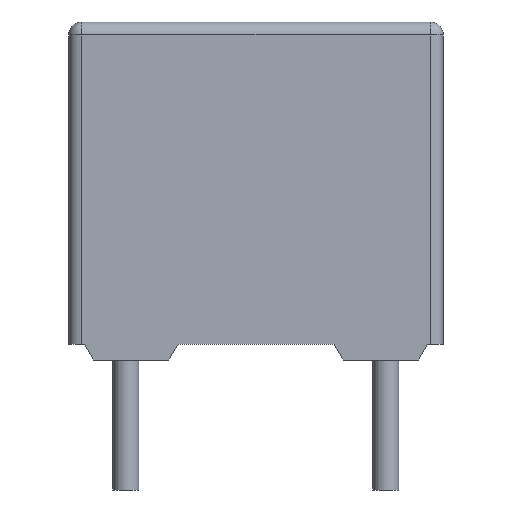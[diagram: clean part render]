
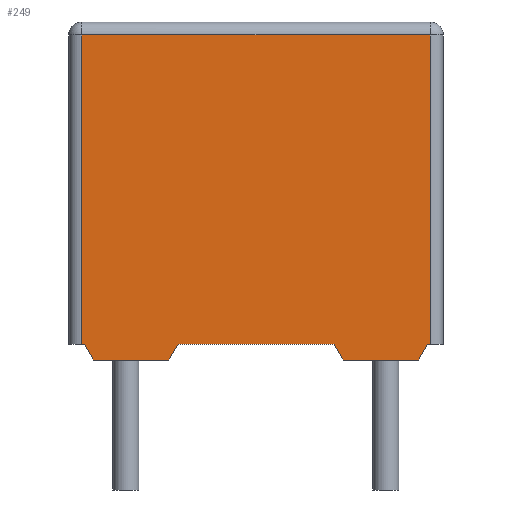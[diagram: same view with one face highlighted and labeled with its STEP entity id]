
A CAD part, front view. The second image highlights one B-rep face of the part: STEP entity #249.
In plain terms, the highlighted planar face has unit normal (0, -1, 0).
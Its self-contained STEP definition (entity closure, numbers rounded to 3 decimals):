
#249=ADVANCED_FACE('',(#670),#672,.T.);
#670=FACE_BOUND('',#671,.T.);
#671=EDGE_LOOP('',(#1810,#1811,#1812,#1813,#1814,#1815,#1816,#1817,#1818,#1819,#1820,
#1821));
#672=PLANE('',#673);
#673=AXIS2_PLACEMENT_3D('',#674,#675,#676);
#674=CARTESIAN_POINT('',(-1.1,-1.25,0.));
#675=DIRECTION('',(0.,-1.,0.));
#676=DIRECTION('',(1.,0.,0.));
#1810=ORIENTED_EDGE('',*,*,#1930,.T.);
#1811=ORIENTED_EDGE('',*,*,#1983,.T.);
#1812=ORIENTED_EDGE('',*,*,#1938,.T.);
#1813=ORIENTED_EDGE('',*,*,#1945,.T.);
#1814=ORIENTED_EDGE('',*,*,#1951,.T.);
#1815=ORIENTED_EDGE('',*,*,#1979,.T.);
#1816=ORIENTED_EDGE('',*,*,#1958,.T.);
#1817=ORIENTED_EDGE('',*,*,#1967,.T.);
#1818=ORIENTED_EDGE('',*,*,#1989,.T.);
#1819=ORIENTED_EDGE('',*,*,#1990,.F.);
#1820=ORIENTED_EDGE('',*,*,#1991,.F.);
#1821=ORIENTED_EDGE('',*,*,#1971,.T.);
#1930=EDGE_CURVE('',#2042,#2040,#2043,.F.);
#1938=EDGE_CURVE('',#2058,#2056,#2059,.F.);
#1945=EDGE_CURVE('',#2056,#2068,#2070,.F.);
#1951=EDGE_CURVE('',#2068,#2078,#2080,.F.);
#1958=EDGE_CURVE('',#2094,#2092,#2095,.F.);
#1967=EDGE_CURVE('',#2092,#2108,#2110,.F.);
#1971=EDGE_CURVE('',#2116,#2042,#2117,.F.);
#1979=EDGE_CURVE('',#2078,#2094,#2128,.T.);
#1983=EDGE_CURVE('',#2040,#2058,#2132,.T.);
#1989=EDGE_CURVE('',#2108,#2140,#2141,.T.);
#1990=EDGE_CURVE('',#2142,#2140,#2143,.T.);
#1991=EDGE_CURVE('',#2116,#2142,#2144,.T.);
#2040=VERTEX_POINT('',#2217);
#2042=VERTEX_POINT('',#2221);
#2043=LINE('',#2222,#2223);
#2056=VERTEX_POINT('',#2249);
#2058=VERTEX_POINT('',#2253);
#2059=LINE('',#2254,#2255);
#2068=VERTEX_POINT('',#2275);
#2070=LINE('',#2279,#2280);
#2078=VERTEX_POINT('',#2297);
#2080=LINE('',#2301,#2302);
#2092=VERTEX_POINT('',#2325);
#2094=VERTEX_POINT('',#2329);
#2095=LINE('',#2330,#2331);
#2108=VERTEX_POINT('',#2362);
#2110=LINE('',#2367,#2368);
#2116=VERTEX_POINT('',#2383);
#2117=LINE('',#2384,#2385);
#2128=LINE('',#2413,#2414);
#2132=LINE('',#2425,#2426);
#2140=VERTEX_POINT('',#2445);
#2141=LINE('',#2446,#2447);
#2142=VERTEX_POINT('',#2449);
#2143=LINE('',#2450,#2451);
#2144=LINE('',#2453,#2454);
#2217=CARTESIAN_POINT('',(-0.627,-1.25,0.));
#2221=CARTESIAN_POINT('',(-0.8,-1.25,0.3));
#2222=CARTESIAN_POINT('',(-0.627,-1.25,0.));
#2223=VECTOR('',#2224,1.);
#2224=DIRECTION('',(-0.5,0.,0.866));
#2249=CARTESIAN_POINT('',(1.,-1.25,0.3));
#2253=CARTESIAN_POINT('',(0.827,-1.25,0.));
#2254=CARTESIAN_POINT('',(1.,-1.25,0.3));
#2255=VECTOR('',#2256,1.);
#2256=DIRECTION('',(-0.5,0.,-0.866));
#2275=CARTESIAN_POINT('',(4.,-1.25,0.3));
#2279=CARTESIAN_POINT('',(4.,-1.25,0.3));
#2280=VECTOR('',#2281,1.);
#2281=DIRECTION('',(-1.,0.,0.));
#2297=CARTESIAN_POINT('',(4.173,-1.25,0.));
#2301=CARTESIAN_POINT('',(4.173,-1.25,0.));
#2302=VECTOR('',#2303,1.);
#2303=DIRECTION('',(-0.5,0.,0.866));
#2325=CARTESIAN_POINT('',(5.8,-1.25,0.3));
#2329=CARTESIAN_POINT('',(5.627,-1.25,0.));
#2330=CARTESIAN_POINT('',(5.8,-1.25,0.3));
#2331=VECTOR('',#2332,1.);
#2332=DIRECTION('',(-0.5,0.,-0.866));
#2362=CARTESIAN_POINT('',(5.85,-1.25,0.3));
#2367=CARTESIAN_POINT('',(5.85,-1.25,0.3));
#2368=VECTOR('',#2369,1.);
#2369=DIRECTION('',(-1.,0.,0.));
#2383=CARTESIAN_POINT('',(-0.85,-1.25,0.3));
#2384=CARTESIAN_POINT('',(-0.8,-1.25,0.3));
#2385=VECTOR('',#2386,1.);
#2386=DIRECTION('',(-1.,0.,0.));
#2413=CARTESIAN_POINT('',(4.173,-1.25,0.));
#2414=VECTOR('',#2415,1.);
#2415=DIRECTION('',(1.,0.,0.));
#2425=CARTESIAN_POINT('',(-0.627,-1.25,0.));
#2426=VECTOR('',#2427,1.);
#2427=DIRECTION('',(1.,0.,0.));
#2445=CARTESIAN_POINT('',(5.85,-1.25,6.25));
#2446=CARTESIAN_POINT('',(5.85,-1.25,0.3));
#2447=VECTOR('',#2448,1.);
#2448=DIRECTION('',(0.,0.,1.));
#2449=CARTESIAN_POINT('',(-0.85,-1.25,6.25));
#2450=CARTESIAN_POINT('',(-0.85,-1.25,6.25));
#2451=VECTOR('',#2452,1.);
#2452=DIRECTION('',(1.,0.,0.));
#2453=CARTESIAN_POINT('',(-0.85,-1.25,0.3));
#2454=VECTOR('',#2455,1.);
#2455=DIRECTION('',(0.,0.,1.));
